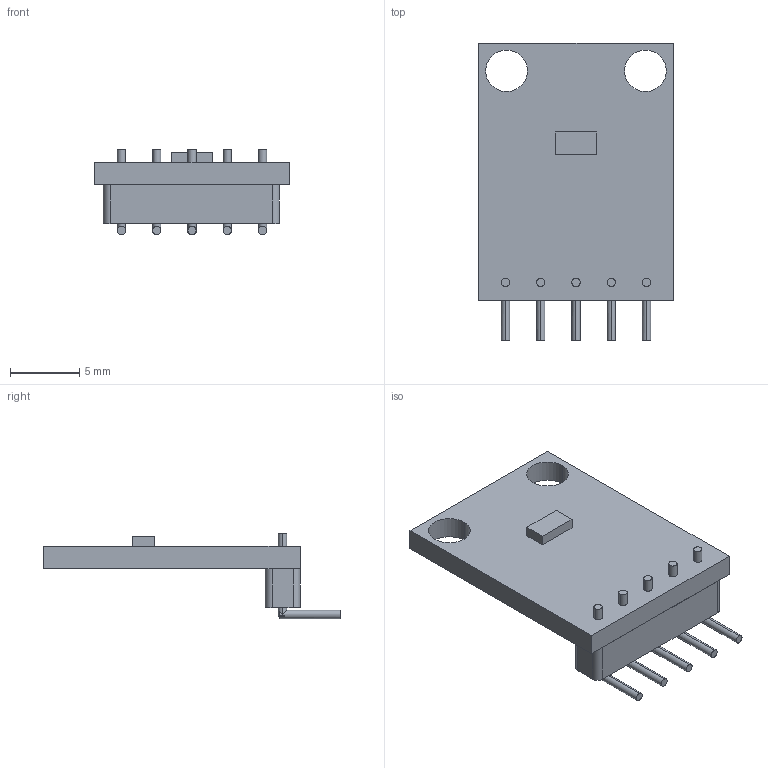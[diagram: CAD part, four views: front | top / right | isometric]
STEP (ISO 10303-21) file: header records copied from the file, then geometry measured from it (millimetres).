
FILE_DESCRIPTION (( 'STEP AP214' ), '1' );
FILE_NAME ('bh1750.STEP', '2024-07-21T16:08:42', ( '' ), ( '' ), 'SwSTEP 2.0', 'SolidWorks 2023', '' );
FILE_SCHEMA (( 'AUTOMOTIVE_DESIGN' ));
Length unit declared in the file: millimetre
Products named in the file (5): pin_Standard; sensor_Standard; dip_Standard; bh1750; pcb_Standard
Assembly tree (4 placements, depth 2):
  bh1750
    pcb_Standard
    sensor_Standard
    dip_Standard
    pin_Standard
Bounding box: 14 x 21.43 x 6.14 mm (x, y, z)
Volume: 495.6 mm3; surface area: 896.1 mm2
Topology: 8 solids, 8 shells, 101 faces, 230 edges, 145 vertices
Faces by surface type: cylinder 53, plane 48
Entity records: 3048 total; most frequent: CARTESIAN_POINT 603, DIRECTION 492, ORIENTED_EDGE 460, EDGE_CURVE 230, AXIS2_PLACEMENT_3D 194, VERTEX_POINT 145, EDGE_LOOP 115, LINE 104
